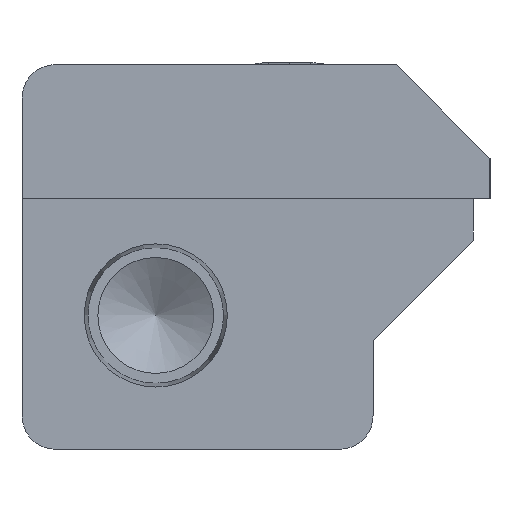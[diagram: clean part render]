
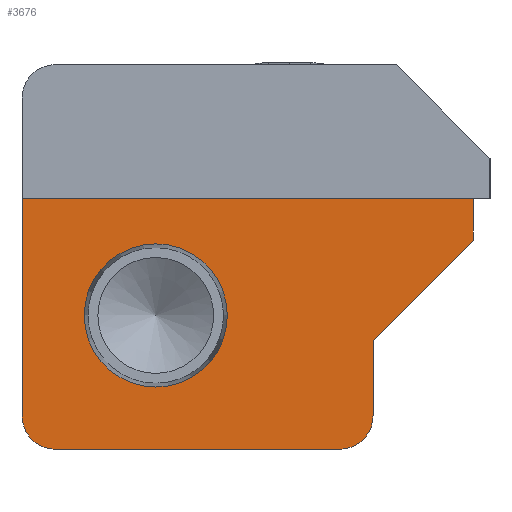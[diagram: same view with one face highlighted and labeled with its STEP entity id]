
A CAD part, left-side view. The second image highlights one B-rep face of the part: STEP entity #3676.
In plain terms, the highlighted planar face has unit normal (-1, 0, 0).
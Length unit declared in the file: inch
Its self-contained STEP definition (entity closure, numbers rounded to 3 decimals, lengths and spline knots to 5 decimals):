
#3000=CARTESIAN_POINT('',(-30.15499,18.68917,-1.0935));
#3001=VERTEX_POINT('',#3000);
#3002=CARTESIAN_POINT('',(-30.15499,18.42167,-1.0935));
#3003=DIRECTION('',(1.0,0.0,0.0));
#3004=DIRECTION('',(0.0,1.0,0.0));
#3005=AXIS2_PLACEMENT_3D('',#3002,#3003,#3004);
#3006=CIRCLE('',#3005,0.26751);
#3007=EDGE_CURVE('',#3001,#3001,#3006,.T.);
#3600=CARTESIAN_POINT('',(-30.15499,18.14836,-1.07429));
#3601=DIRECTION('',(1.0,0.0,0.0));
#3602=DIRECTION('',(0.0,0.0,-1.0));
#3603=AXIS2_PLACEMENT_3D('',#3600,#3601,#3602);
#3604=PLANE('',#3603);
#3605=CARTESIAN_POINT('',(-30.15499,17.73417,-1.5935));
#3606=VERTEX_POINT('',#3605);
#3607=CARTESIAN_POINT('',(-30.15499,18.79667,-1.5935));
#3608=VERTEX_POINT('',#3607);
#3609=CARTESIAN_POINT('',(-30.15499,17.73417,-1.5935));
#3610=DIRECTION('',(0.0,1.0,0.0));
#3611=VECTOR('',#3610,1.0625);
#3612=LINE('',#3609,#3611);
#3613=EDGE_CURVE('',#3606,#3608,#3612,.T.);
#3614=ORIENTED_EDGE('',*,*,#3613,.F.);
#3615=CARTESIAN_POINT('',(-30.15499,17.60917,-1.4685));
#3616=VERTEX_POINT('',#3615);
#3617=CARTESIAN_POINT('',(-30.15499,17.73417,-1.4685));
#3618=DIRECTION('',(1.,0.,0.));
#3619=DIRECTION('',(0.,-0.707,-0.707));
#3620=AXIS2_PLACEMENT_3D('',#3617,#3618,#3619);
#3621=CIRCLE('',#3620,0.125);
#3622=EDGE_CURVE('',#3616,#3606,#3621,.T.);
#3623=ORIENTED_EDGE('',*,*,#3622,.F.);
#3624=CARTESIAN_POINT('',(-30.15499,17.60917,-1.187));
#3625=VERTEX_POINT('',#3624);
#3626=CARTESIAN_POINT('',(-30.15499,17.60917,-1.187));
#3627=DIRECTION('',(0.0,0.0,-1.0));
#3628=VECTOR('',#3627,0.2815);
#3629=LINE('',#3626,#3628);
#3630=EDGE_CURVE('',#3625,#3616,#3629,.T.);
#3631=ORIENTED_EDGE('',*,*,#3630,.F.);
#3632=CARTESIAN_POINT('',(-30.15499,17.23417,-0.812));
#3633=VERTEX_POINT('',#3632);
#3634=CARTESIAN_POINT('',(-30.15499,17.23417,-0.812));
#3635=DIRECTION('',(0.0,0.707,-0.707));
#3636=VECTOR('',#3635,0.53033);
#3637=LINE('',#3634,#3636);
#3638=EDGE_CURVE('',#3633,#3625,#3637,.T.);
#3639=ORIENTED_EDGE('',*,*,#3638,.F.);
#3640=CARTESIAN_POINT('',(-30.15499,17.23417,-0.656));
#3641=VERTEX_POINT('',#3640);
#3642=CARTESIAN_POINT('',(-30.15499,17.23417,-0.656));
#3643=DIRECTION('',(0.0,0.0,-1.0));
#3644=VECTOR('',#3643,0.156);
#3645=LINE('',#3642,#3644);
#3646=EDGE_CURVE('',#3641,#3633,#3645,.T.);
#3647=ORIENTED_EDGE('',*,*,#3646,.F.);
#3648=CARTESIAN_POINT('',(-30.15499,18.92167,-0.656));
#3649=VERTEX_POINT('',#3648);
#3650=CARTESIAN_POINT('',(-30.15499,18.92167,-0.656));
#3651=DIRECTION('',(0.0,-1.0,0.0));
#3652=VECTOR('',#3651,1.6875);
#3653=LINE('',#3650,#3652);
#3654=EDGE_CURVE('',#3649,#3641,#3653,.T.);
#3655=ORIENTED_EDGE('',*,*,#3654,.F.);
#3656=CARTESIAN_POINT('',(-30.15499,18.92167,-1.4685));
#3657=VERTEX_POINT('',#3656);
#3658=CARTESIAN_POINT('',(-30.15499,18.92167,-1.4685));
#3659=DIRECTION('',(0.0,0.0,1.0));
#3660=VECTOR('',#3659,0.8125);
#3661=LINE('',#3658,#3660);
#3662=EDGE_CURVE('',#3657,#3649,#3661,.T.);
#3663=ORIENTED_EDGE('',*,*,#3662,.F.);
#3664=CARTESIAN_POINT('',(-30.15499,18.79667,-1.4685));
#3665=DIRECTION('',(1.,0.,0.));
#3666=DIRECTION('',(0.,0.707,-0.707));
#3667=AXIS2_PLACEMENT_3D('',#3664,#3665,#3666);
#3668=CIRCLE('',#3667,0.125);
#3669=EDGE_CURVE('',#3608,#3657,#3668,.T.);
#3670=ORIENTED_EDGE('',*,*,#3669,.F.);
#3671=EDGE_LOOP('',(#3614,#3623,#3631,#3639,#3647,#3655,#3663,#3670));
#3672=FACE_OUTER_BOUND('',#3671,.T.);
#3673=ORIENTED_EDGE('',*,*,#3007,.T.);
#3674=EDGE_LOOP('',(#3673));
#3675=FACE_BOUND('',#3674,.T.);
#3676=ADVANCED_FACE('',(#3672,#3675),#3604,.F.);
